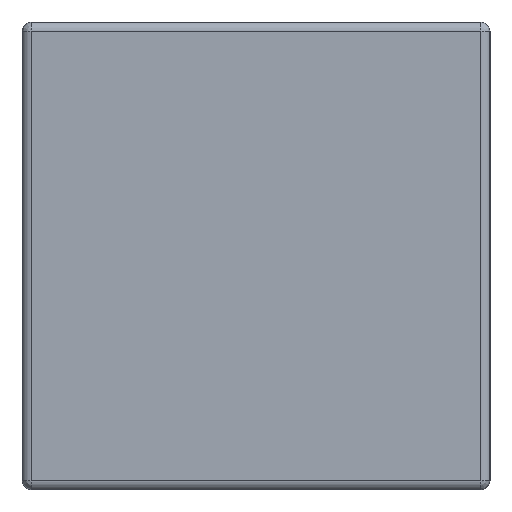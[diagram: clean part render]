
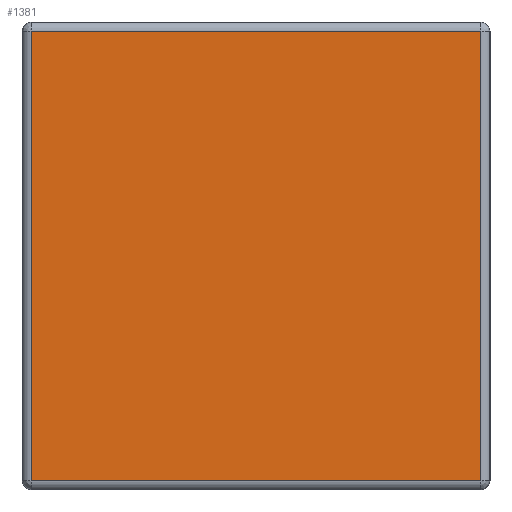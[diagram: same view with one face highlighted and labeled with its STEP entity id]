
A CAD part, left-side view. The second image highlights one B-rep face of the part: STEP entity #1381.
In plain terms, the highlighted planar face has unit normal (-1, 0, 0).
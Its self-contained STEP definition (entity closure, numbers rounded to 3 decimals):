
#66 = DIRECTION ( 'NONE',  ( 0., -1., 0. ) ) ;
#707 = CARTESIAN_POINT ( 'NONE',  ( 0., 0.01, -0.01 ) ) ;
#952 = VERTEX_POINT ( 'NONE', #4772 ) ;
#1002 = PLANE ( 'NONE',  #5636 ) ;
#1365 = FACE_OUTER_BOUND ( 'NONE', #5449, .T. ) ;
#1381 = ADVANCED_FACE ( 'NONE', ( #1365 ), #1002, .F. ) ;
#1557 = VECTOR ( 'NONE', #2751, 1000. ) ;
#1566 = CARTESIAN_POINT ( 'NONE',  ( 0., 0.01, -0.49 ) ) ;
#1875 = LINE ( 'NONE', #3354, #5548 ) ;
#2327 = CARTESIAN_POINT ( 'NONE',  ( 0., 0.49, 0. ) ) ;
#2378 = ORIENTED_EDGE ( 'NONE', *, *, #5712, .F. ) ;
#2421 = DIRECTION ( 'NONE',  ( 0., 0., -1. ) ) ;
#2488 = ORIENTED_EDGE ( 'NONE', *, *, #4743, .F. ) ;
#2751 = DIRECTION ( 'NONE',  ( 0., 0., 1. ) ) ;
#2789 = LINE ( 'NONE', #2327, #1557 ) ;
#3321 = DIRECTION ( 'NONE',  ( 1., 0., 0. ) ) ;
#3354 = CARTESIAN_POINT ( 'NONE',  ( 0., 0.5, -0.49 ) ) ;
#3659 = EDGE_CURVE ( 'NONE', #5225, #6050, #1875, .T. ) ;
#3881 = DIRECTION ( 'NONE',  ( 0., 1., 0. ) ) ;
#4345 = CARTESIAN_POINT ( 'NONE',  ( 0., 0.5, 0. ) ) ;
#4589 = ORIENTED_EDGE ( 'NONE', *, *, #3659, .F. ) ;
#4619 = DIRECTION ( 'NONE',  ( 0., 0., -1. ) ) ;
#4743 = EDGE_CURVE ( 'NONE', #952, #6003, #5531, .T. ) ;
#4772 = CARTESIAN_POINT ( 'NONE',  ( 0., 0.49, -0.01 ) ) ;
#4788 = ORIENTED_EDGE ( 'NONE', *, *, #6121, .F. ) ;
#4789 = LINE ( 'NONE', #6002, #5014 ) ;
#4911 = CARTESIAN_POINT ( 'NONE',  ( 0., 0.49, -0.49 ) ) ;
#5014 = VECTOR ( 'NONE', #4619, 1000. ) ;
#5169 = VECTOR ( 'NONE', #66, 1000. ) ;
#5225 = VERTEX_POINT ( 'NONE', #1566 ) ;
#5449 = EDGE_LOOP ( 'NONE', ( #2488, #2378, #4589, #4788 ) ) ;
#5531 = LINE ( 'NONE', #5678, #5169 ) ;
#5548 = VECTOR ( 'NONE', #3881, 1000. ) ;
#5636 = AXIS2_PLACEMENT_3D ( 'NONE', #4345, #3321, #2421 ) ;
#5678 = CARTESIAN_POINT ( 'NONE',  ( 0., 0.5, -0.01 ) ) ;
#5712 = EDGE_CURVE ( 'NONE', #6050, #952, #2789, .T. ) ;
#6002 = CARTESIAN_POINT ( 'NONE',  ( 0., 0.01, 0. ) ) ;
#6003 = VERTEX_POINT ( 'NONE', #707 ) ;
#6050 = VERTEX_POINT ( 'NONE', #4911 ) ;
#6121 = EDGE_CURVE ( 'NONE', #6003, #5225, #4789, .T. ) ;
